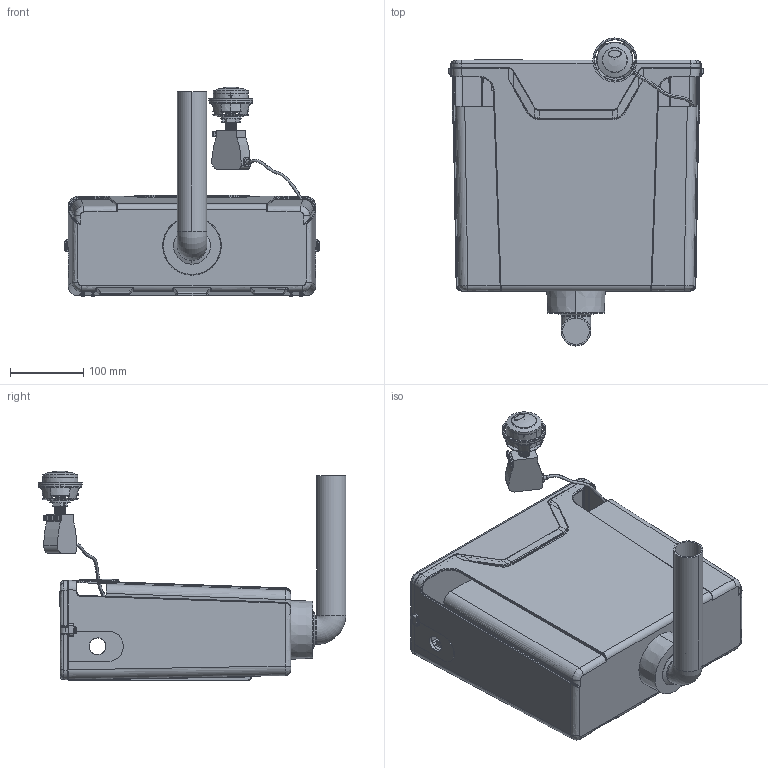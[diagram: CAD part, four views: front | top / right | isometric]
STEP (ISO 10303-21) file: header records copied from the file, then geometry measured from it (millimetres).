
FILE_DESCRIPTION (( 'STEP AP214' ), '1' );
FILE_NAME ('HC2030_with_button_v10322.STEP', '2022-03-04T10:24:07', ( '' ), ( '' ), 'SwSTEP 2.0', 'SolidWorks 2019', '' );
FILE_SCHEMA (( 'AUTOMOTIVE_DESIGN' ));
Length unit declared in the file: millimetre
Products named in the file (9): HC2030_MIN=55; Hc2030 Button; Fixing cable; Shroud; Flush button Housing OG; Spring; fixing nut; fixing housing; HC2030_with_button_v10322
Assembly tree (8 placements, depth 3):
  HC2030_with_button_v10322
    HC2030_MIN=55
    Hc2030 Button
      Flush button Housing OG
      Spring
      Shroud
      fixing housing
      fixing nut
      Fixing cable
Bounding box: 346.5 x 419.38 x 285.67 mm (x, y, z)
Volume: 1404734.2 mm3; surface area: 842989.2 mm2
Topology: 7 solids, 7 shells, 1790 faces, 4719 edges, 2968 vertices
Faces by surface type: bspline 1425, cylinder 176, plane 124, torus 43, cone 19, sphere 3
Entity records: 84393 total; most frequent: CARTESIAN_POINT 47879, ORIENTED_EDGE 9358, EDGE_CURVE 4679, B_SPLINE_CURVE_WITH_KNOTS 3610, VERTEX_POINT 2966, EDGE_LOOP 1889, DIRECTION 1866, FACE_OUTER_BOUND 1790
